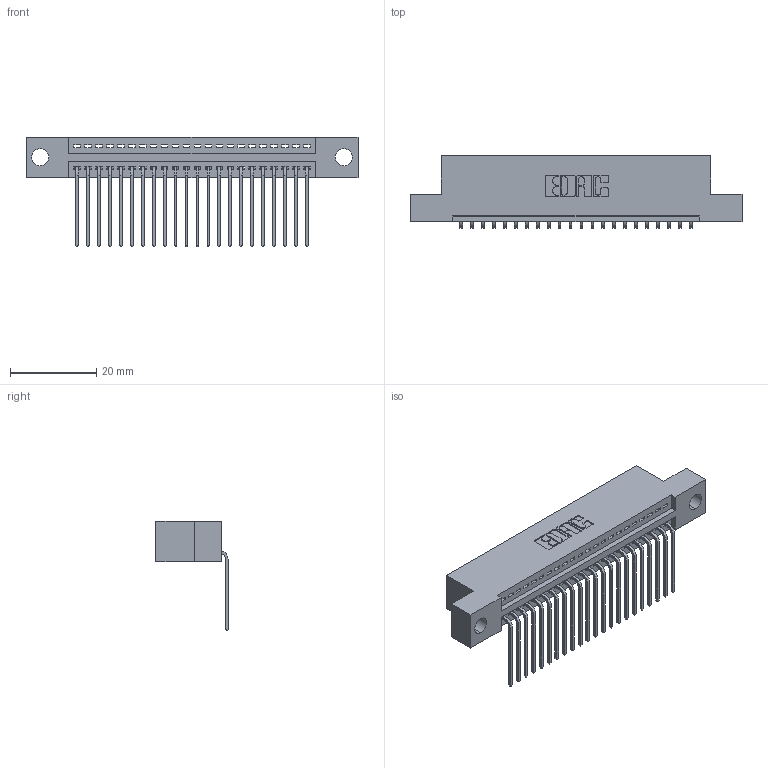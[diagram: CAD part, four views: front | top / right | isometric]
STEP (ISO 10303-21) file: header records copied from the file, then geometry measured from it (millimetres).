
FILE_DESCRIPTION (( 'STEP AP203' ), '1' );
FILE_NAME ('395-022-559-104.STEP', '2021-05-31T14:32:21', ( '' ), ( '' ), 'SwSTEP 2.0', 'SolidWorks 2020', '' );
FILE_SCHEMA (( 'CONFIG_CONTROL_DESIGN' ));
Length unit declared in the file: inch
Products named in the file (3): 345-292-001_558 559 Tail - 1; 345 Part_Flush Mounting Lugs - 0.156 Dia-TI; 395-022-559-104
Assembly tree (23 placements, depth 2):
  395-022-559-104
    345 Part_Flush Mounting Lugs - 0.156 Dia-TI
    345-292-001_558 559 Tail - 1  x22
Bounding box: 77.09 x 16.75 x 25.53 mm (x, y, z)
Volume: 7125.5 mm3; surface area: 9470.5 mm2
Topology: 23 solids, 23 shells, 1460 faces, 4381 edges, 2890 vertices
Faces by surface type: plane 1018, cylinder 442
Entity records: 19753 total; most frequent: CARTESIAN_POINT 3432, ORIENTED_EDGE 3386, DIRECTION 3025, EDGE_CURVE 1693, LINE 1473, VECTOR 1473, VERTEX_POINT 1126, AXIS2_PLACEMENT_3D 776
